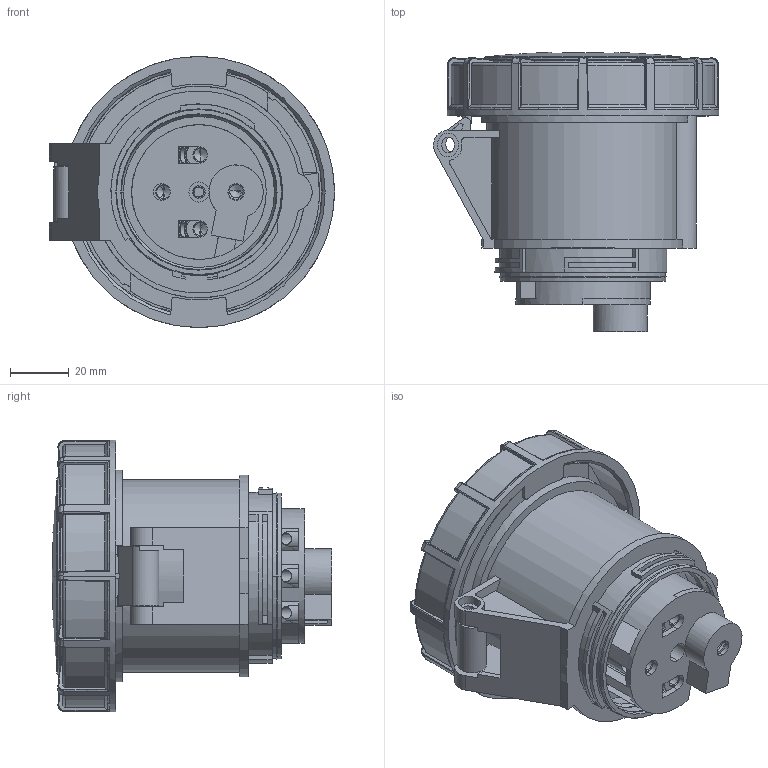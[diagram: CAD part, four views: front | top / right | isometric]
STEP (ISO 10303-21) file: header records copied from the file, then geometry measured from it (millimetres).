
FILE_DESCRIPTION(/* description */ (''),/* implementation_level */ '2;1');
FILE_NAME(/* name */ '2242.stp',/* time_stamp */ '2025-01-04T16:44:05+08:00',/* author */ (''),/* organization */ (''),/* preprocessor_version */ 'ST-DEVELOPER v16.7',/* originating_system */ 'SIEMENS PLM Software NX 12.0',/* authorisation */ '');
FILE_SCHEMA (('AP203_CONFIGURATION_CONTROLLED_3D_DESIGN_OF_MECHANICAL_PARTS_AND_ASSEMBLIES_MIM_LF { 1 0 10303 403 2 1 2}'));
Length unit declared in the file: millimetre
Products named in the file (1): Admi1FA08C66jvqm
Bounding box: 97.45 x 95.42 x 92.7 mm (x, y, z)
Volume: 156107.2 mm3; surface area: 135329.9 mm2
Topology: 9 solids, 9 shells, 1231 faces, 3261 edges, 2069 vertices
Faces by surface type: plane 529, cylinder 338, bspline 147, cone 128, torus 85, sphere 4
Entity records: 47431 total; most frequent: CARTESIAN_POINT 17914, ORIENTED_EDGE 6490, DIRECTION 5761, EDGE_CURVE 3245, AXIS2_PLACEMENT_3D 2171, VERTEX_POINT 2069, LINE 1419, VECTOR 1419
